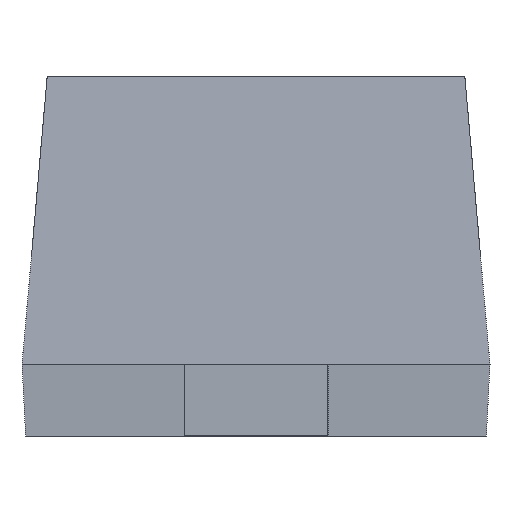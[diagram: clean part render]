
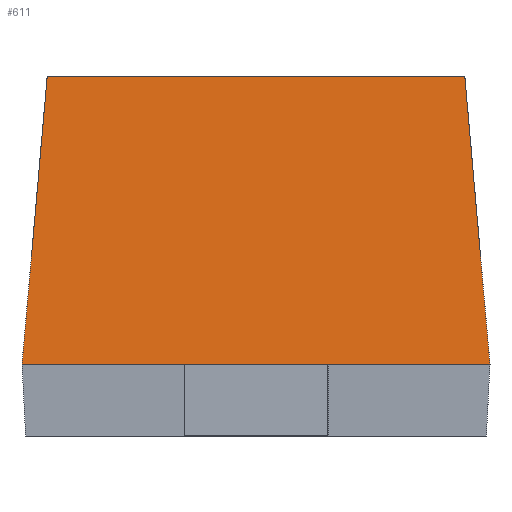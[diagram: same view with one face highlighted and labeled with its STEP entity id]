
A CAD part, left-side view. The second image highlights one B-rep face of the part: STEP entity #611.
In plain terms, the highlighted planar face has unit normal (-0.996, 0, 0.087).
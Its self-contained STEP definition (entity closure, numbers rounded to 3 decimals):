
#525=CARTESIAN_POINT('',(-0.78,0.58,1.));
#526=VERTEX_POINT('',#525);
#533=CARTESIAN_POINT('',(-0.78,-0.58,1.));
#534=VERTEX_POINT('',#533);
#535=CARTESIAN_POINT('',(-0.78,-0.58,1.));
#536=DIRECTION('',(0.0,1.0,0.0));
#537=VECTOR('',#536,1.16);
#538=LINE('',#535,#537);
#539=EDGE_CURVE('',#534,#526,#538,.T.);
#581=CARTESIAN_POINT('',(-0.815,-0.325,0.6));
#582=DIRECTION('',(-0.996,0.,0.087));
#583=DIRECTION('',(0.087,0.0,0.996));
#584=AXIS2_PLACEMENT_3D('',#581,#582,#583);
#585=PLANE('',#584);
#586=ORIENTED_EDGE('',*,*,#539,.T.);
#587=CARTESIAN_POINT('',(-0.85,0.65,0.2));
#588=VERTEX_POINT('',#587);
#589=CARTESIAN_POINT('',(-0.78,0.58,1.));
#590=DIRECTION('',(-0.087,0.087,-0.992));
#591=VECTOR('',#590,0.806);
#592=LINE('',#589,#591);
#593=EDGE_CURVE('',#526,#588,#592,.T.);
#594=ORIENTED_EDGE('',*,*,#593,.T.);
#595=CARTESIAN_POINT('',(-0.85,-0.65,0.2));
#596=VERTEX_POINT('',#595);
#597=CARTESIAN_POINT('',(-0.85,-0.65,0.2));
#598=DIRECTION('',(0.0,1.0,0.0));
#599=VECTOR('',#598,1.3);
#600=LINE('',#597,#599);
#601=EDGE_CURVE('',#596,#588,#600,.T.);
#602=ORIENTED_EDGE('',*,*,#601,.F.);
#603=CARTESIAN_POINT('',(-0.78,-0.58,1.));
#604=DIRECTION('',(-0.087,-0.087,-0.992));
#605=VECTOR('',#604,0.806);
#606=LINE('',#603,#605);
#607=EDGE_CURVE('',#534,#596,#606,.T.);
#608=ORIENTED_EDGE('',*,*,#607,.F.);
#609=EDGE_LOOP('',(#586,#594,#602,#608));
#610=FACE_OUTER_BOUND('',#609,.T.);
#611=ADVANCED_FACE('',(#610),#585,.T.);
